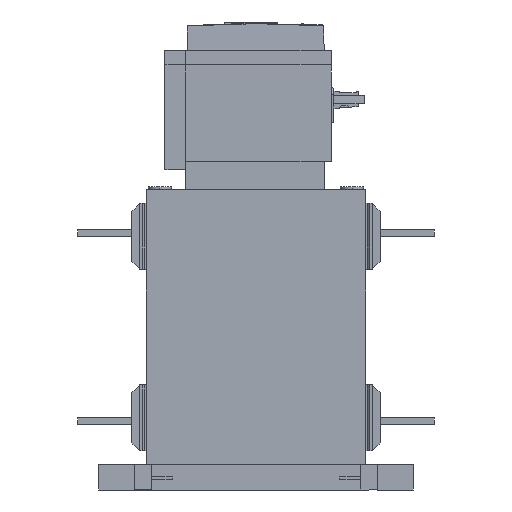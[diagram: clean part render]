
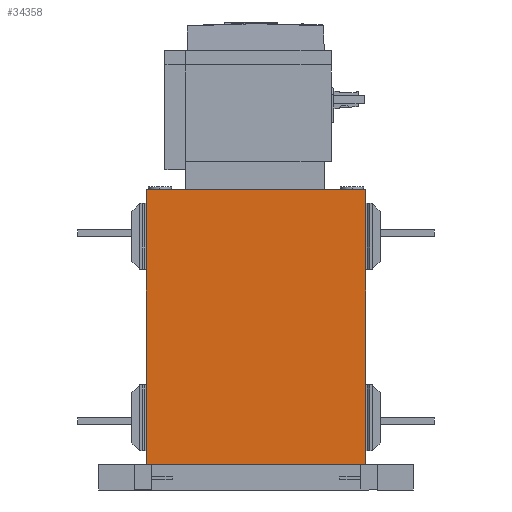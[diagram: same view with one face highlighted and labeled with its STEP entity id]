
A CAD part, left-side view. The second image highlights one B-rep face of the part: STEP entity #34358.
In plain terms, the highlighted planar face has unit normal (-1, 0, 0).
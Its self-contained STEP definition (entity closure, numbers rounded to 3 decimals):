
#22538=DIRECTION('',(0.,1.,0.));
#22539=VECTOR('',#22538,160.);
#22540=CARTESIAN_POINT('',(-133.786,-79.975,142.55));
#22541=LINE('',#22540,#22539);
#22619=DIRECTION('',(0.,0.,1.));
#22620=VECTOR('',#22619,200.497);
#22621=CARTESIAN_POINT('',(-133.786,-79.975,
-57.947));
#22622=LINE('',#22621,#22620);
#23438=DIRECTION('',(0.,1.,0.));
#23439=VECTOR('',#23438,160.);
#23440=CARTESIAN_POINT('',(-133.786,-79.975,
-57.947));
#23441=LINE('',#23440,#23439);
#23445=DIRECTION('',(0.,0.,1.));
#23446=VECTOR('',#23445,200.497);
#23447=CARTESIAN_POINT('',(-133.786,80.025,
-57.947));
#23448=LINE('',#23447,#23446);
#28770=CARTESIAN_POINT('',(-133.786,-79.975,
-57.947));
#28771=VERTEX_POINT('',#28770);
#28772=CARTESIAN_POINT('',(-133.786,-79.975,142.55));
#28773=VERTEX_POINT('',#28772);
#29326=CARTESIAN_POINT('',(-133.786,80.025,
-57.947));
#29327=VERTEX_POINT('',#29326);
#29328=CARTESIAN_POINT('',(-133.786,80.025,142.55));
#29329=VERTEX_POINT('',#29328);
#34347=CARTESIAN_POINT('',(-133.786,80.025,142.55));
#34348=DIRECTION('',(-1.,0.,0.));
#34349=DIRECTION('',(0.,-1.,0.));
#34350=AXIS2_PLACEMENT_3D('',#34347,#34348,#34349);
#34351=PLANE('',#34350);
#34352=ORIENTED_EDGE('',*,*,#33977,.F.);
#34353=ORIENTED_EDGE('',*,*,#34017,.F.);
#34354=ORIENTED_EDGE('',*,*,#34175,.T.);
#34355=ORIENTED_EDGE('',*,*,#34196,.T.);
#34356=EDGE_LOOP('',(#34352,#34353,#34354,#34355));
#34357=FACE_OUTER_BOUND('',#34356,.F.);
#33977=EDGE_CURVE('',#28773,#29329,#22541,.T.);
#34017=EDGE_CURVE('',#28771,#28773,#22622,.T.);
#34175=EDGE_CURVE('',#28771,#29327,#23441,.T.);
#34196=EDGE_CURVE('',#29327,#29329,#23448,.T.);
#34358=ADVANCED_FACE('',(#34357),#34351,.T.);
